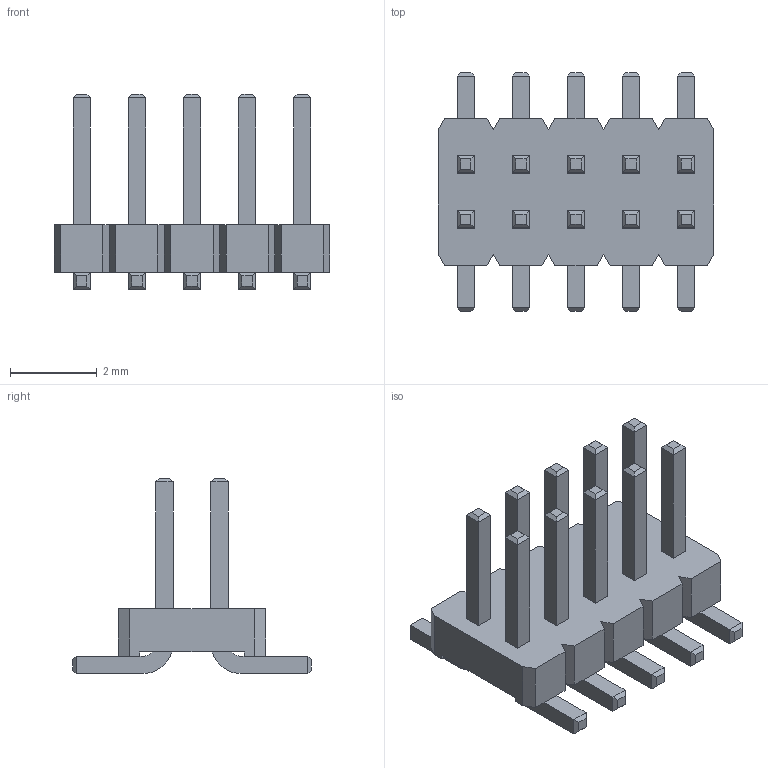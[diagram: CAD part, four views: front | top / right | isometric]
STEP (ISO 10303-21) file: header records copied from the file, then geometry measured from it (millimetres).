
FILE_DESCRIPTION(('FreeCAD Model'),'2;1');
FILE_NAME('Minitek 2002112100010T1LF.step','2021-03-15T00:22:02',('Author'),(''), 'Open CASCADE STEP processor 7.3','FreeCAD','Unknown');
FILE_SCHEMA(('AUTOMOTIVE_DESIGN { 1 0 10303 214 1 1 1 1 }'));
Length unit declared in the file: millimetre
Products named in the file (1): Chamfer
Bounding box: 6.35 x 5.5 x 4.5 mm (x, y, z)
Volume: 30 mm3; surface area: 144 mm2
Topology: 1 solids, 1 shells, 258 faces, 648 edges, 392 vertices
Faces by surface type: plane 238, cylinder 20
Entity records: 17775 total; most frequent: CARTESIAN_POINT 2715, DIRECTION 2482, LINE 1864, VECTOR 1864, ORIENTED_EDGE 1296, PCURVE 1296, DEFINITIONAL_REPRESENTATION 1296, EDGE_CURVE 648
